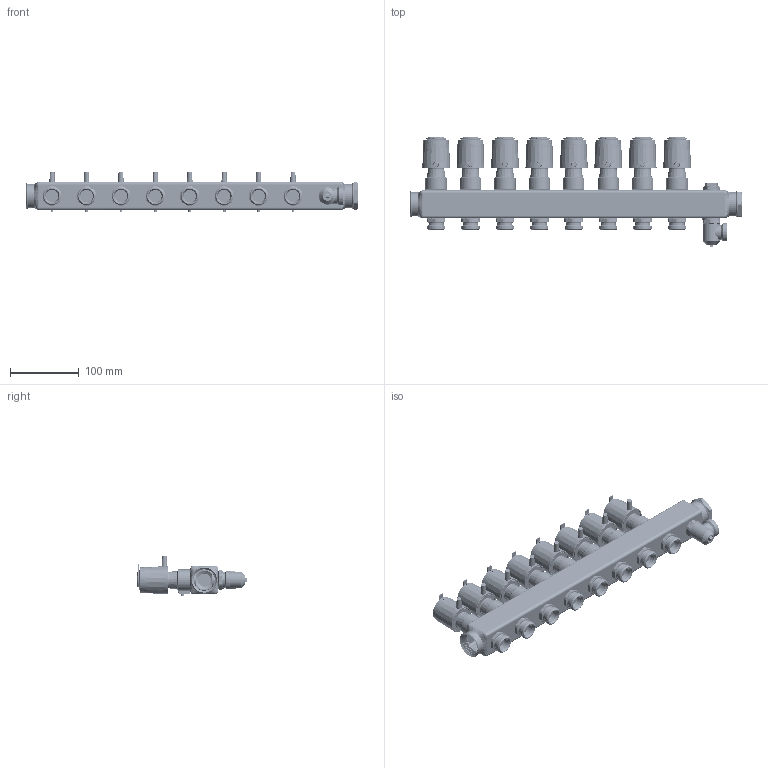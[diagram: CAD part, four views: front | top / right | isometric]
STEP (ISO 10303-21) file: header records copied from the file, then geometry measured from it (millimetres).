
FILE_DESCRIPTION((''),'2;1');
FILE_NAME('SSM_MANIFOLD_R_088U0758_3D_STEP_ASM','2021-08-18T11:34:10',('U240466'),('Danfoss'),'CREO PARAMETRIC BY PTC INC, 2020342','CREO PARAMETRIC BY PTC INC, 2020342','');
FILE_SCHEMA(('CONFIG_CONTROL_DESIGN'));
Products named in the file (13): TWA_RA_SHRINKWRAP_1_1; TWA_RA_SHRINKWRAP_1_2; TWA_RA_SHRINKWRAP_1_ASM; BIV-JIETOU_1; SSM_MANIFOLD_8L_1; 088U7086_1_1; 088U7086_1_2; 088U7086_1_ASM; 088U7016_PROP_1; 088U7022_1; SSM_PLUG_ASM_1_ASM; SSMANIFOLD_RETURN_8L_ASM_1_ASM; SSM_MANIFOLD_R_088U0758_3D_STEP_ASM
Assembly tree (26 placements, depth 4):
  SSM_MANIFOLD_R_088U0758_3D_STEP_ASM
    SSMANIFOLD_RETURN_8L_ASM_1_ASM
      TWA_RA_SHRINKWRAP_1_ASM  x8
        TWA_RA_SHRINKWRAP_1_1
        TWA_RA_SHRINKWRAP_1_2
      BIV-JIETOU_1  x8
      SSM_MANIFOLD_8L_1
      088U7086_1_ASM
        088U7086_1_1
        088U7086_1_2
      SSM_PLUG_ASM_1_ASM
        088U7016_PROP_1
        088U7022_1
Bounding box: 482.3 x 160.35 x 58.15 mm (x, y, z)
Volume: 440457.4 mm3; surface area: 465451.1 mm2
Topology: 29 solids, 36 shells, 7963 faces, 23198 edges, 15220 vertices
Faces by surface type: plane 2864, cylinder 2099, cone 1666, torus 839, bspline 397, sphere 82, extrusion 16
Entity records: 121714 total; most frequent: CARTESIAN_POINT 77016, ORIENTED_EDGE 10072, DIRECTION 8464, EDGE_CURVE 5038, AXIS2_PLACEMENT_3D 3506, VERTEX_POINT 3285, EDGE_LOOP 1955, CIRCLE 1840
